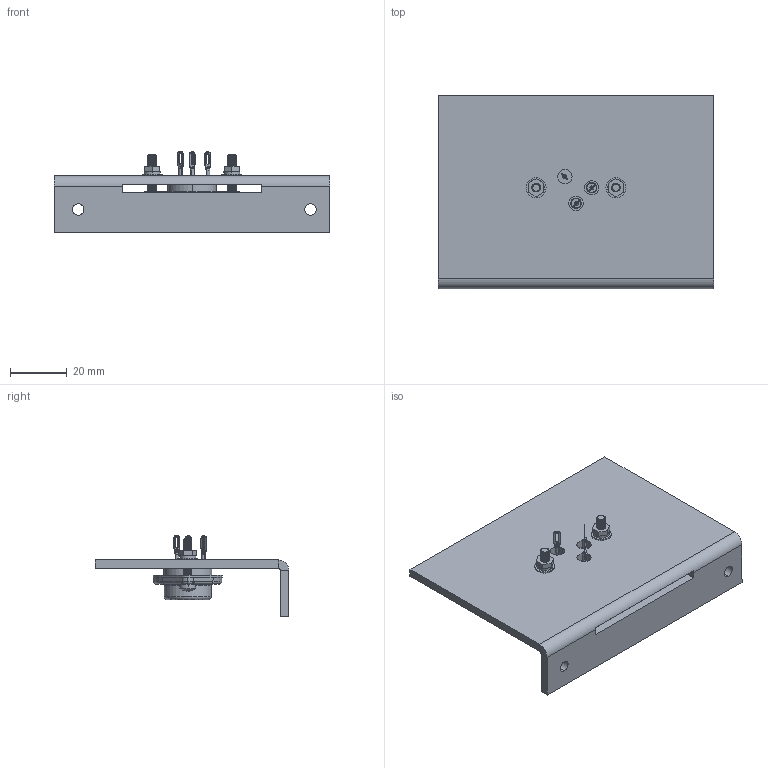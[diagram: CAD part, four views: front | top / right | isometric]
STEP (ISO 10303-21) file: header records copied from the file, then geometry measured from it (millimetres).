
FILE_DESCRIPTION (( 'STEP AP214' ), '1' );
FILE_NAME ('ﾏ213_蒻瑣ⅱ_01.STEP', '2019-02-26T10:25:14', ( 'user' ), ( 'MICROSOFT' ), 'SwSTEP 2.0', 'SolidWorks 2015', '' );
FILE_SCHEMA (( 'AUTOMOTIVE_DESIGN' ));
Length unit declared in the file: millimetre
Products named in the file (8): hexagon thin nut (uc)_is_IS 1364-5 U - M3-S; spring lock washer 6735_is_IS 6735- 3; plain washer (type a)_is_IS 2016 A- 3.4; cr pan head screw_is_IS 7483 - M3 x 16 - Z -- 16S; ���������_�� 㬮�砭��; ﾏ213_1; ��������_01_�� 㬮�砭��; ﾏ213_蒻瑣ⅱ_01
Assembly tree (11 placements, depth 2):
  ﾏ213_蒻瑣ⅱ_01
    ��������_01_�� 㬮�砭��
    ﾏ213_1
    ���������_�� 㬮�砭��
    cr pan head screw_is_IS 7483 - M3 x 16 - Z -- 16S  x2
    plain washer (type a)_is_IS 2016 A- 3.4  x2
    spring lock washer 6735_is_IS 6735- 3  x2
    hexagon thin nut (uc)_is_IS 1364-5 U - M3-S  x2
Bounding box: 96.91 x 68.15 x 28.64 mm (x, y, z)
Volume: 27016.7 mm3; surface area: 21093.6 mm2
Topology: 14 solids, 14 shells, 1082 faces, 2481 edges, 1445 vertices
Faces by surface type: cone 314, cylinder 285, plane 246, torus 118, bspline 109, sphere 10
Entity records: 33105 total; most frequent: CARTESIAN_POINT 8772, DIRECTION 3798, ORIENTED_EDGE 3778, EDGE_CURVE 1889, AXIS2_PLACEMENT_3D 1453, VERTEX_POINT 1131, LINE 892, VECTOR 892
